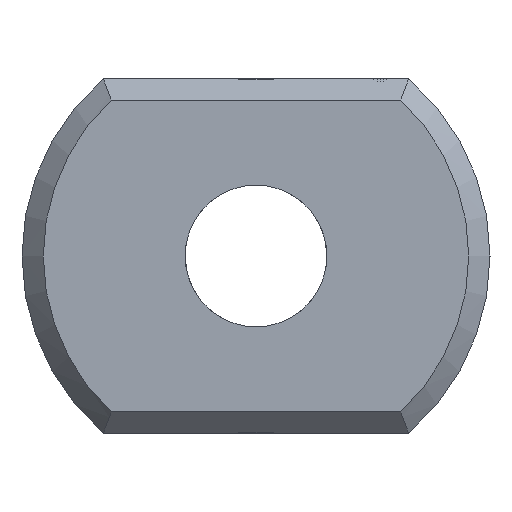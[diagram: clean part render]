
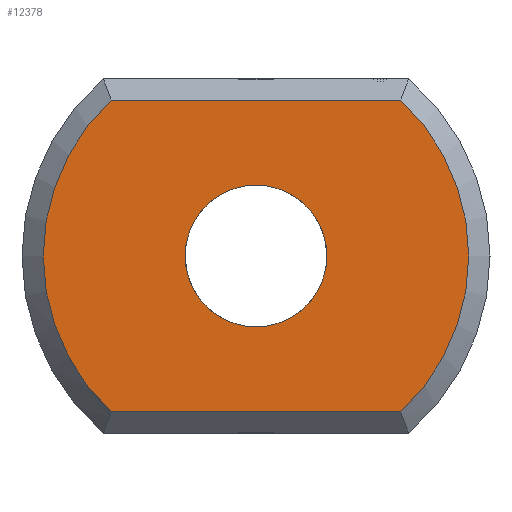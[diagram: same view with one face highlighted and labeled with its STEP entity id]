
A CAD part, left-side view. The second image highlights one B-rep face of the part: STEP entity #12378.
In plain terms, the highlighted planar face has unit normal (-1, 0, 0).
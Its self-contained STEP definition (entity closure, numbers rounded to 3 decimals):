
#3104 = VERTEX_POINT('',#3105);
#3105 = CARTESIAN_POINT('',(0.,-2.04,2.2));
#3114 = VERTEX_POINT('',#3115);
#3115 = CARTESIAN_POINT('',(0.,-2.04,-2.2));
#3122 = EDGE_CURVE('',#3104,#3114,#3123,.T.);
#3123 = CIRCLE('',#3124,3.);
#3124 = AXIS2_PLACEMENT_3D('',#3125,#3126,#3127);
#3125 = CARTESIAN_POINT('',(0.,0.,0.));
#3126 = DIRECTION('',(1.,0.,0.));
#3127 = DIRECTION('',(0.,-0.653,0.758)
  );
#3454 = VERTEX_POINT('',#3455);
#3455 = CARTESIAN_POINT('',(0.,2.04,2.2));
#3462 = EDGE_CURVE('',#3104,#3454,#3463,.T.);
#3463 = LINE('',#3464,#3465);
#3464 = CARTESIAN_POINT('',(0.,-2.154,2.2));
#3465 = VECTOR('',#3466,1.);
#3466 = DIRECTION('',(0.,1.,0.));
#12378 = ADVANCED_FACE('',(#12379,#12398),#12409,.F.);
#12379 = FACE_BOUND('',#12380,.F.);
#12380 = EDGE_LOOP('',(#12381,#12390,#12391,#12392));
#12381 = ORIENTED_EDGE('',*,*,#12382,.T.);
#12382 = EDGE_CURVE('',#12383,#3454,#12385,.T.);
#12383 = VERTEX_POINT('',#12384);
#12384 = CARTESIAN_POINT('',(0.,2.04,-2.2));
#12385 = CIRCLE('',#12386,3.);
#12386 = AXIS2_PLACEMENT_3D('',#12387,#12388,#12389);
#12387 = CARTESIAN_POINT('',(0.,0.,0.));
#12388 = DIRECTION('',(1.,0.,0.));
#12389 = DIRECTION('',(0.,0.653,-0.758)
  );
#12390 = ORIENTED_EDGE('',*,*,#3462,.F.);
#12391 = ORIENTED_EDGE('',*,*,#3122,.T.);
#12392 = ORIENTED_EDGE('',*,*,#12393,.T.);
#12393 = EDGE_CURVE('',#3114,#12383,#12394,.T.);
#12394 = LINE('',#12395,#12396);
#12395 = CARTESIAN_POINT('',(0.,-2.154,-2.2));
#12396 = VECTOR('',#12397,1.);
#12397 = DIRECTION('',(0.,1.,0.));
#12398 = FACE_BOUND('',#12399,.T.);
#12399 = EDGE_LOOP('',(#12400));
#12400 = ORIENTED_EDGE('',*,*,#12401,.T.);
#12401 = EDGE_CURVE('',#12402,#12402,#12404,.T.);
#12402 = VERTEX_POINT('',#12403);
#12403 = CARTESIAN_POINT('',(0.,1.,0.)
  );
#12404 = CIRCLE('',#12405,1.);
#12405 = AXIS2_PLACEMENT_3D('',#12406,#12407,#12408);
#12406 = CARTESIAN_POINT('',(0.,0.,0.));
#12407 = DIRECTION('',(1.,0.,0.));
#12408 = DIRECTION('',(0.,1.,0.));
#12409 = PLANE('',#12410);
#12410 = AXIS2_PLACEMENT_3D('',#12411,#12412,#12413);
#12411 = CARTESIAN_POINT('',(0.,0.,0.));
#12412 = DIRECTION('',(1.,0.,0.));
#12413 = DIRECTION('',(0.,0.,1.));
